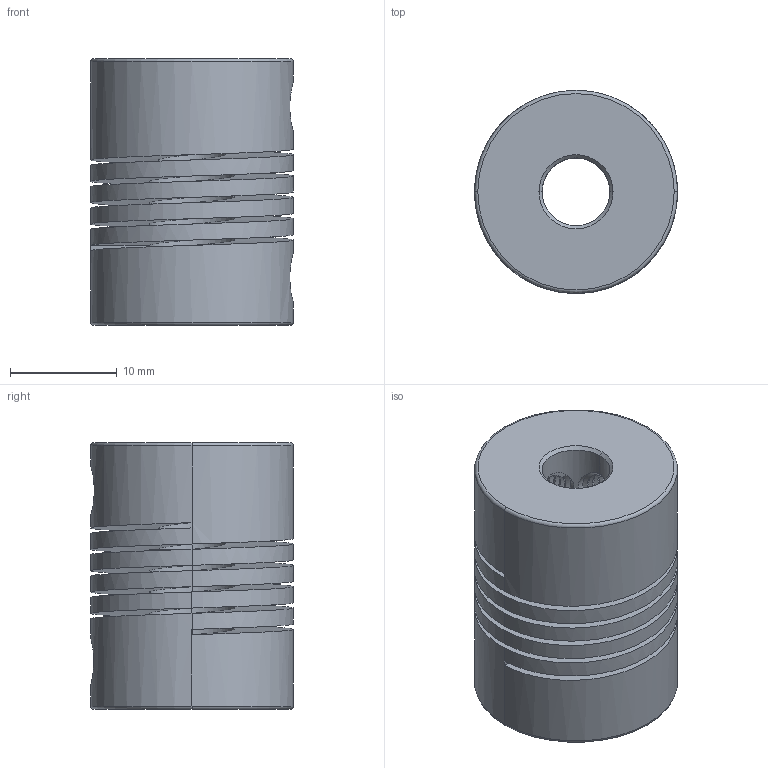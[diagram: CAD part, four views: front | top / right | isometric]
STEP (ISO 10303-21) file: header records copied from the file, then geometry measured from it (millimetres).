
FILE_DESCRIPTION (( 'STEP AP214' ), '1' );
FILE_NAME ('Coupler 6.35-8mm Without Screw.STEP', '2022-07-19T17:56:15', ( '' ), ( '' ), 'SwSTEP 2.0', 'SolidWorks 2022', '' );
FILE_SCHEMA (( 'AUTOMOTIVE_DESIGN' ));
Length unit declared in the file: millimetre
Products named in the file (1): Coupler 6.35-8mm Without Screw
Bounding box: 19 x 19 x 25 mm (x, y, z)
Volume: 5138.8 mm3; surface area: 5059.1 mm2
Topology: 1 solids, 1 shells, 170 faces, 463 edges, 290 vertices
Faces by surface type: cylinder 105, bspline 52, plane 5, torus 4, cone 4
Entity records: 30222 total; most frequent: CARTESIAN_POINT 26845, ORIENTED_EDGE 924, EDGE_CURVE 462, DIRECTION 398, VERTEX_POINT 288, B_SPLINE_CURVE_WITH_KNOTS 207, EDGE_LOOP 176, FACE_OUTER_BOUND 170
